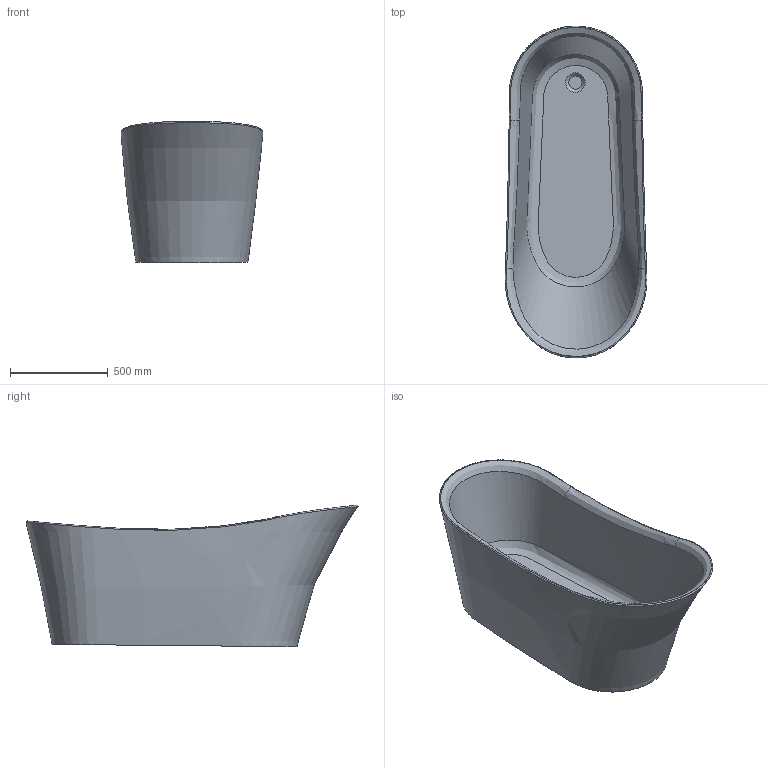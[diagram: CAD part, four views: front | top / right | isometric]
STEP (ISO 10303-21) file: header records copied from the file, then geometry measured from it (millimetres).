
FILE_DESCRIPTION(('STEP AP214'),'1');
FILE_NAME('081D-1.7.stp','2018-11-01T05:46:42',(' '),(' '),'Spatial InterOp 3D',' ',' ');
FILE_SCHEMA(('automotive_design'));
Length unit declared in the file: millimetre
Products named in the file (1): 1
Bounding box: 726.31 x 1699.93 x 724.19 mm (x, y, z)
Surface area: 4730673.7 mm2 (no closed solid volume)
Topology: 0 solids, 30 shells, 30 faces, 160 edges, 156 vertices
Faces by surface type: bspline 30
Entity records: 17296 total; most frequent: CARTESIAN_POINT 16387, ORIENTED_EDGE 154, EDGE_CURVE 154, VERTEX_POINT 154, DIRECTION 96, B_SPLINE_CURVE_WITH_KNOTS 94, FACE_BOUND 36, EDGE_LOOP 36
